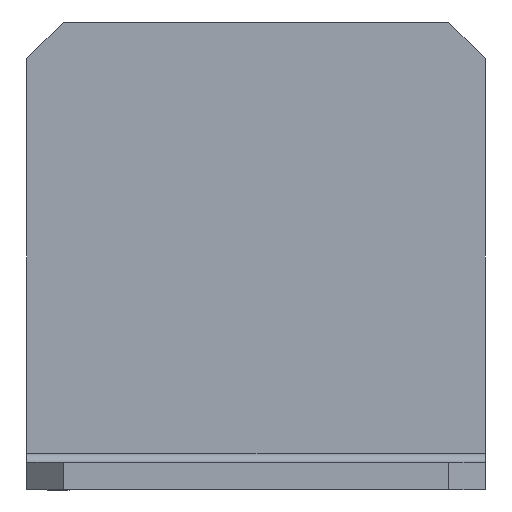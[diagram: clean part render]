
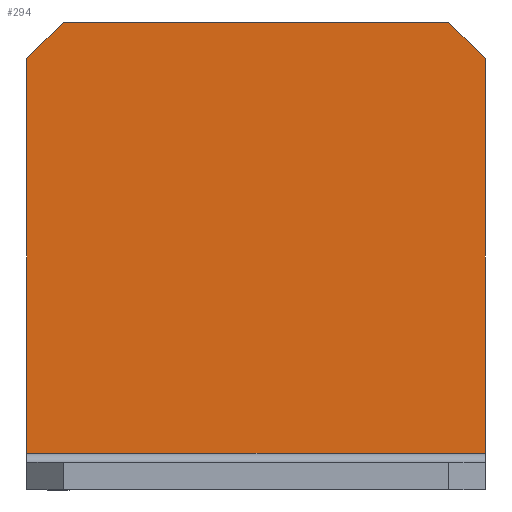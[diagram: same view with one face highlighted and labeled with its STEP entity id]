
A CAD part, front view. The second image highlights one B-rep face of the part: STEP entity #294.
In plain terms, the highlighted planar face has unit normal (0, -1, 0).
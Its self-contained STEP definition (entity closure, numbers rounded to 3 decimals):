
#79 = VERTEX_POINT('',#80);
#80 = CARTESIAN_POINT('',(25.,51.,47.));
#86 = EDGE_CURVE('',#87,#79,#89,.T.);
#87 = VERTEX_POINT('',#88);
#88 = CARTESIAN_POINT('',(25.,51.,4.));
#89 = LINE('',#90,#91);
#90 = CARTESIAN_POINT('',(25.,51.,4.));
#91 = VECTOR('',#92,1.);
#92 = DIRECTION('',(0.,0.,1.));
#144 = EDGE_CURVE('',#79,#145,#147,.T.);
#145 = VERTEX_POINT('',#146);
#146 = CARTESIAN_POINT('',(21.,51.,51.));
#147 = LINE('',#148,#149);
#148 = CARTESIAN_POINT('',(22.625,51.,49.375));
#149 = VECTOR('',#150,1.);
#150 = DIRECTION('',(-0.707,0.,0.707));
#193 = EDGE_CURVE('',#145,#194,#196,.T.);
#194 = VERTEX_POINT('',#195);
#195 = CARTESIAN_POINT('',(-21.,51.,51.));
#196 = LINE('',#197,#198);
#197 = CARTESIAN_POINT('',(25.,51.,51.));
#198 = VECTOR('',#199,1.);
#199 = DIRECTION('',(-1.,0.,0.));
#216 = VERTEX_POINT('',#217);
#217 = CARTESIAN_POINT('',(-25.,51.,47.));
#259 = VERTEX_POINT('',#260);
#260 = CARTESIAN_POINT('',(-25.,51.,4.));
#267 = EDGE_CURVE('',#216,#259,#268,.T.);
#268 = LINE('',#269,#270);
#269 = CARTESIAN_POINT('',(-25.,51.,51.));
#270 = VECTOR('',#271,1.);
#271 = DIRECTION('',(0.,0.,-1.));
#283 = EDGE_CURVE('',#194,#216,#284,.T.);
#284 = LINE('',#285,#286);
#285 = CARTESIAN_POINT('',(-22.625,51.,49.375));
#286 = VECTOR('',#287,1.);
#287 = DIRECTION('',(-0.707,-0.,-0.707));
#294 = ADVANCED_FACE('',(#295),#308,.T.);
#295 = FACE_BOUND('',#296,.T.);
#296 = EDGE_LOOP('',(#297,#298,#299,#300,#301,#302));
#297 = ORIENTED_EDGE('',*,*,#86,.T.);
#298 = ORIENTED_EDGE('',*,*,#144,.T.);
#299 = ORIENTED_EDGE('',*,*,#193,.T.);
#300 = ORIENTED_EDGE('',*,*,#283,.T.);
#301 = ORIENTED_EDGE('',*,*,#267,.T.);
#302 = ORIENTED_EDGE('',*,*,#303,.F.);
#303 = EDGE_CURVE('',#87,#259,#304,.T.);
#304 = LINE('',#305,#306);
#305 = CARTESIAN_POINT('',(25.,51.,4.));
#306 = VECTOR('',#307,1.);
#307 = DIRECTION('',(-1.,0.,0.));
#308 = PLANE('',#309);
#309 = AXIS2_PLACEMENT_3D('',#310,#311,#312);
#310 = CARTESIAN_POINT('',(0.,51.,27.5));
#311 = DIRECTION('',(0.,-1.,0.));
#312 = DIRECTION('',(1.,0.,0.));
